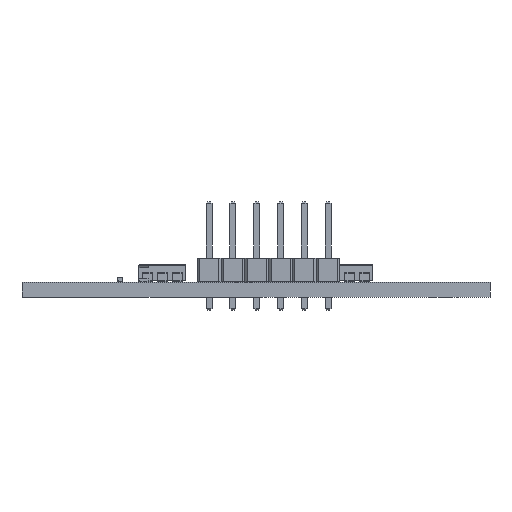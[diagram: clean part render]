
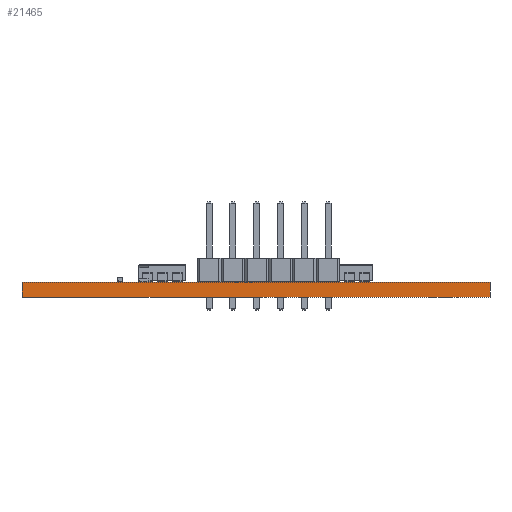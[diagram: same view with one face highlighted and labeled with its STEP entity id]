
A CAD part, left-side view. The second image highlights one B-rep face of the part: STEP entity #21465.
In plain terms, the highlighted planar face has unit normal (-1, 0, 0).
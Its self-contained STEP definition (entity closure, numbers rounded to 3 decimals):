
#21349 = EDGE_CURVE('',#21350,#21352,#21354,.T.);
#21350 = VERTEX_POINT('',#21351);
#21351 = CARTESIAN_POINT('',(15.,-33.8,0.));
#21352 = VERTEX_POINT('',#21353);
#21353 = CARTESIAN_POINT('',(15.,-33.8,1.6));
#21354 = SURFACE_CURVE('',#21355,(#21359,#21371),.PCURVE_S1.);
#21355 = LINE('',#21356,#21357);
#21356 = CARTESIAN_POINT('',(15.,-33.8,0.));
#21357 = VECTOR('',#21358,1.);
#21358 = DIRECTION('',(0.,0.,1.));
#21359 = PCURVE('',#21360,#21365);
#21360 = PLANE('',#21361);
#21361 = AXIS2_PLACEMENT_3D('',#21362,#21363,#21364);
#21362 = CARTESIAN_POINT('',(15.,-33.8,0.));
#21363 = DIRECTION('',(0.,1.,0.));
#21364 = DIRECTION('',(1.,0.,0.));
#21365 = DEFINITIONAL_REPRESENTATION('',(#21366),#21370);
#21366 = LINE('',#21367,#21368);
#21367 = CARTESIAN_POINT('',(0.,0.));
#21368 = VECTOR('',#21369,1.);
#21369 = DIRECTION('',(0.,-1.));
#21370 = ( GEOMETRIC_REPRESENTATION_CONTEXT(2) 
PARAMETRIC_REPRESENTATION_CONTEXT() REPRESENTATION_CONTEXT('2D SPACE',''
  ) );
#21371 = PCURVE('',#21372,#21377);
#21372 = PLANE('',#21373);
#21373 = AXIS2_PLACEMENT_3D('',#21374,#21375,#21376);
#21374 = CARTESIAN_POINT('',(15.,-83.8,0.));
#21375 = DIRECTION('',(-1.,0.,0.));
#21376 = DIRECTION('',(0.,1.,0.));
#21377 = DEFINITIONAL_REPRESENTATION('',(#21378),#21382);
#21378 = LINE('',#21379,#21380);
#21379 = CARTESIAN_POINT('',(50.,0.));
#21380 = VECTOR('',#21381,1.);
#21381 = DIRECTION('',(0.,-1.));
#21382 = ( GEOMETRIC_REPRESENTATION_CONTEXT(2) 
PARAMETRIC_REPRESENTATION_CONTEXT() REPRESENTATION_CONTEXT('2D SPACE',''
  ) );
#21400 = PLANE('',#21401);
#21401 = AXIS2_PLACEMENT_3D('',#21402,#21403,#21404);
#21402 = CARTESIAN_POINT('',(40.,-58.8,1.6));
#21403 = DIRECTION('',(-0.,-0.,-1.));
#21404 = DIRECTION('',(-1.,0.,0.));
#21454 = PLANE('',#21455);
#21455 = AXIS2_PLACEMENT_3D('',#21456,#21457,#21458);
#21456 = CARTESIAN_POINT('',(40.,-58.8,0.));
#21457 = DIRECTION('',(-0.,-0.,-1.));
#21458 = DIRECTION('',(-1.,0.,0.));
#21465 = ADVANCED_FACE('',(#21466),#21372,.T.);
#21466 = FACE_BOUND('',#21467,.T.);
#21467 = EDGE_LOOP('',(#21468,#21498,#21519,#21520));
#21468 = ORIENTED_EDGE('',*,*,#21469,.T.);
#21469 = EDGE_CURVE('',#21470,#21472,#21474,.T.);
#21470 = VERTEX_POINT('',#21471);
#21471 = CARTESIAN_POINT('',(15.,-83.8,0.));
#21472 = VERTEX_POINT('',#21473);
#21473 = CARTESIAN_POINT('',(15.,-83.8,1.6));
#21474 = SURFACE_CURVE('',#21475,(#21479,#21486),.PCURVE_S1.);
#21475 = LINE('',#21476,#21477);
#21476 = CARTESIAN_POINT('',(15.,-83.8,0.));
#21477 = VECTOR('',#21478,1.);
#21478 = DIRECTION('',(0.,0.,1.));
#21479 = PCURVE('',#21372,#21480);
#21480 = DEFINITIONAL_REPRESENTATION('',(#21481),#21485);
#21481 = LINE('',#21482,#21483);
#21482 = CARTESIAN_POINT('',(0.,0.));
#21483 = VECTOR('',#21484,1.);
#21484 = DIRECTION('',(0.,-1.));
#21485 = ( GEOMETRIC_REPRESENTATION_CONTEXT(2) 
PARAMETRIC_REPRESENTATION_CONTEXT() REPRESENTATION_CONTEXT('2D SPACE',''
  ) );
#21486 = PCURVE('',#21487,#21492);
#21487 = PLANE('',#21488);
#21488 = AXIS2_PLACEMENT_3D('',#21489,#21490,#21491);
#21489 = CARTESIAN_POINT('',(65.,-83.8,0.));
#21490 = DIRECTION('',(0.,-1.,0.));
#21491 = DIRECTION('',(-1.,0.,0.));
#21492 = DEFINITIONAL_REPRESENTATION('',(#21493),#21497);
#21493 = LINE('',#21494,#21495);
#21494 = CARTESIAN_POINT('',(50.,0.));
#21495 = VECTOR('',#21496,1.);
#21496 = DIRECTION('',(0.,-1.));
#21497 = ( GEOMETRIC_REPRESENTATION_CONTEXT(2) 
PARAMETRIC_REPRESENTATION_CONTEXT() REPRESENTATION_CONTEXT('2D SPACE',''
  ) );
#21498 = ORIENTED_EDGE('',*,*,#21499,.T.);
#21499 = EDGE_CURVE('',#21472,#21352,#21500,.T.);
#21500 = SURFACE_CURVE('',#21501,(#21505,#21512),.PCURVE_S1.);
#21501 = LINE('',#21502,#21503);
#21502 = CARTESIAN_POINT('',(15.,-83.8,1.6));
#21503 = VECTOR('',#21504,1.);
#21504 = DIRECTION('',(0.,1.,0.));
#21505 = PCURVE('',#21372,#21506);
#21506 = DEFINITIONAL_REPRESENTATION('',(#21507),#21511);
#21507 = LINE('',#21508,#21509);
#21508 = CARTESIAN_POINT('',(0.,-1.6));
#21509 = VECTOR('',#21510,1.);
#21510 = DIRECTION('',(1.,0.));
#21511 = ( GEOMETRIC_REPRESENTATION_CONTEXT(2) 
PARAMETRIC_REPRESENTATION_CONTEXT() REPRESENTATION_CONTEXT('2D SPACE',''
  ) );
#21512 = PCURVE('',#21400,#21513);
#21513 = DEFINITIONAL_REPRESENTATION('',(#21514),#21518);
#21514 = LINE('',#21515,#21516);
#21515 = CARTESIAN_POINT('',(25.,-25.));
#21516 = VECTOR('',#21517,1.);
#21517 = DIRECTION('',(0.,1.));
#21518 = ( GEOMETRIC_REPRESENTATION_CONTEXT(2) 
PARAMETRIC_REPRESENTATION_CONTEXT() REPRESENTATION_CONTEXT('2D SPACE',''
  ) );
#21519 = ORIENTED_EDGE('',*,*,#21349,.F.);
#21520 = ORIENTED_EDGE('',*,*,#21521,.F.);
#21521 = EDGE_CURVE('',#21470,#21350,#21522,.T.);
#21522 = SURFACE_CURVE('',#21523,(#21527,#21534),.PCURVE_S1.);
#21523 = LINE('',#21524,#21525);
#21524 = CARTESIAN_POINT('',(15.,-83.8,0.));
#21525 = VECTOR('',#21526,1.);
#21526 = DIRECTION('',(0.,1.,0.));
#21527 = PCURVE('',#21372,#21528);
#21528 = DEFINITIONAL_REPRESENTATION('',(#21529),#21533);
#21529 = LINE('',#21530,#21531);
#21530 = CARTESIAN_POINT('',(0.,0.));
#21531 = VECTOR('',#21532,1.);
#21532 = DIRECTION('',(1.,0.));
#21533 = ( GEOMETRIC_REPRESENTATION_CONTEXT(2) 
PARAMETRIC_REPRESENTATION_CONTEXT() REPRESENTATION_CONTEXT('2D SPACE',''
  ) );
#21534 = PCURVE('',#21454,#21535);
#21535 = DEFINITIONAL_REPRESENTATION('',(#21536),#21540);
#21536 = LINE('',#21537,#21538);
#21537 = CARTESIAN_POINT('',(25.,-25.));
#21538 = VECTOR('',#21539,1.);
#21539 = DIRECTION('',(0.,1.));
#21540 = ( GEOMETRIC_REPRESENTATION_CONTEXT(2) 
PARAMETRIC_REPRESENTATION_CONTEXT() REPRESENTATION_CONTEXT('2D SPACE',''
  ) );
